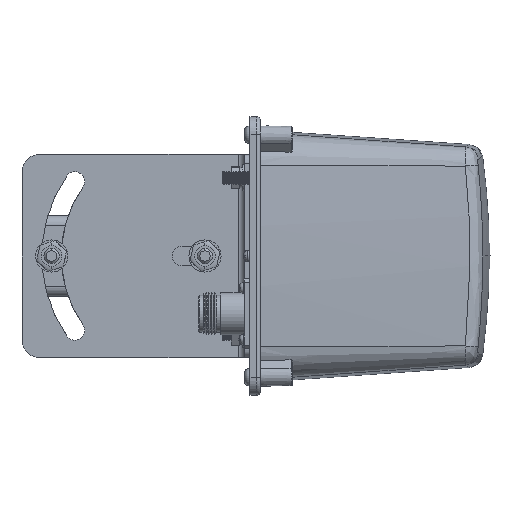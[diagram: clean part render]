
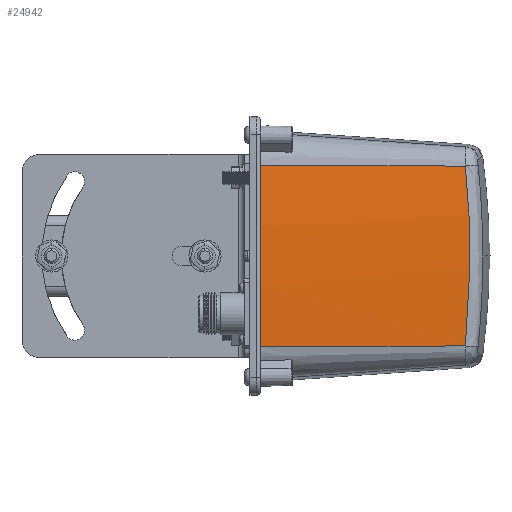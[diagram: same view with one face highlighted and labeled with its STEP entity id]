
A CAD part, left-side view. The second image highlights one B-rep face of the part: STEP entity #24942.
In plain terms, the highlighted conical face has half-angle 4 degrees and reference radius 547.868 mm.
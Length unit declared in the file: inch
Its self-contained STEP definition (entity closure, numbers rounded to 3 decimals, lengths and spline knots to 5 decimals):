
#519 = CONICAL_SURFACE ( 'NONE', #13236, 21.56961, 0.07 ) ;
#780 = CARTESIAN_POINT ( 'NONE',  ( -1.77351, -0.15, 1.30467 ) ) ;
#1442 = CARTESIAN_POINT ( 'NONE',  ( -1.77351, -0.15, -1.30467 ) ) ;
#1825 = DIRECTION ( 'NONE',  ( 0., 0., -1. ) ) ;
#2653 = DIRECTION ( 'NONE',  ( -0.07, 0.998, -0.004 ) ) ;
#3967 = CARTESIAN_POINT ( 'NONE',  ( 19.75661, -0.15, 0. ) ) ;
#3974 = CARTESIAN_POINT ( 'NONE',  ( -1.56788, -3.096, -1.2922 ) ) ;
#4362 = EDGE_CURVE ( 'NONE', #16402, #24421, #14547, .T. ) ;
#4573 = VERTEX_POINT ( 'NONE', #8560 ) ;
#4799 = LINE ( 'NONE', #22133, #18199 ) ;
#5198 = ORIENTED_EDGE ( 'NONE', *, *, #25740, .T. ) ;
#6297 = FACE_OUTER_BOUND ( 'NONE', #27105, .T. ) ;
#7860 = CARTESIAN_POINT ( 'NONE',  ( -1.59952, -3.15648, 0.43026 ) ) ;
#8560 = CARTESIAN_POINT ( 'NONE',  ( -1.77351, -0.15, 1.30467 ) ) ;
#9654 = CARTESIAN_POINT ( 'NONE',  ( -1.56788, -3.096, 1.2922 ) ) ;
#9866 = CARTESIAN_POINT ( 'NONE',  ( -1.60238, -3.16215, 0.21445 ) ) ;
#11263 = VECTOR ( 'NONE', #18541, 39.37008 ) ;
#12415 = CARTESIAN_POINT ( 'NONE',  ( -1.59089, -3.13921, -0.86256 ) ) ;
#12665 = ORIENTED_EDGE ( 'NONE', *, *, #4362, .T. ) ;
#13236 = AXIS2_PLACEMENT_3D ( 'NONE', #15114, #25622, #14976 ) ;
#14279 = CARTESIAN_POINT ( 'NONE',  ( -1.56788, -3.096, -1.2922 ) ) ;
#14417 = CARTESIAN_POINT ( 'NONE',  ( -1.60235, -3.16209, -0.43222 ) ) ;
#14547 = B_SPLINE_CURVE_WITH_KNOTS ( 'NONE', 3,
 ( #14279, #12415, #14417, #9866, #7860, #18542, #16559, #27059 ),
 .UNSPECIFIED., .F., .F.,
 ( 4, 2, 2, 4 ),
 ( 0., 0.03284, 0.04925, 0.06567 ),
 .UNSPECIFIED. ) ;
#14652 = CIRCLE ( 'NONE', #26424, 21.56961 ) ;
#14945 = VERTEX_POINT ( 'NONE', #1442 ) ;
#14976 = DIRECTION ( 'NONE',  ( 0., 0., -1. ) ) ;
#15114 = CARTESIAN_POINT ( 'NONE',  ( 19.75661, -0.15, 0. ) ) ;
#15190 = DIRECTION ( 'NONE',  ( 0., -1., 0. ) ) ;
#16402 = VERTEX_POINT ( 'NONE', #3974 ) ;
#16559 = CARTESIAN_POINT ( 'NONE',  ( -1.57939, -3.11761, 1.07735 ) ) ;
#18121 = LINE ( 'NONE', #780, #11263 ) ;
#18199 = VECTOR ( 'NONE', #2653, 39.37008 ) ;
#18541 = DIRECTION ( 'NONE',  ( -0.07, 0.998, 0.004 ) ) ;
#18542 = CARTESIAN_POINT ( 'NONE',  ( -1.58802, -3.13417, 0.862 ) ) ;
#20031 = ORIENTED_EDGE ( 'NONE', *, *, #21485, .T. ) ;
#21485 = EDGE_CURVE ( 'NONE', #24421, #4573, #18121, .T. ) ;
#22133 = CARTESIAN_POINT ( 'NONE',  ( -1.77351, -0.15, -1.30467 ) ) ;
#23219 = EDGE_CURVE ( 'NONE', #16402, #14945, #4799, .T. ) ;
#24421 = VERTEX_POINT ( 'NONE', #9654 ) ;
#24942 = ADVANCED_FACE ( 'NONE', ( #6297 ), #519, .T. ) ;
#25622 = DIRECTION ( 'NONE',  ( 0., 1., 0. ) ) ;
#25740 = EDGE_CURVE ( 'NONE', #4573, #14945, #14652, .T. ) ;
#26300 = ORIENTED_EDGE ( 'NONE', *, *, #23219, .F. ) ;
#26424 = AXIS2_PLACEMENT_3D ( 'NONE', #3967, #15190, #1825 ) ;
#27059 = CARTESIAN_POINT ( 'NONE',  ( -1.56788, -3.096, 1.2922 ) ) ;
#27105 = EDGE_LOOP ( 'NONE', ( #26300, #12665, #20031, #5198 ) ) ;
